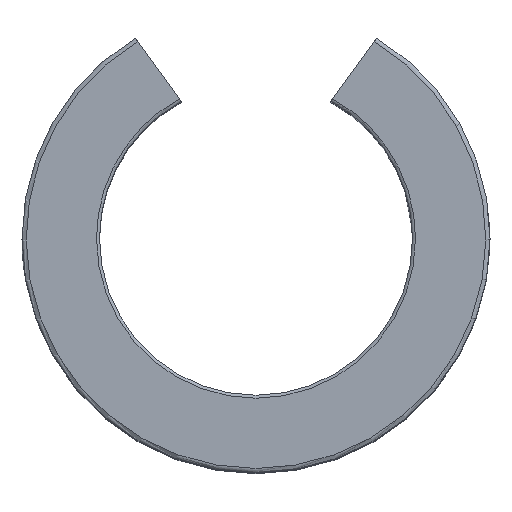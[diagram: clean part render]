
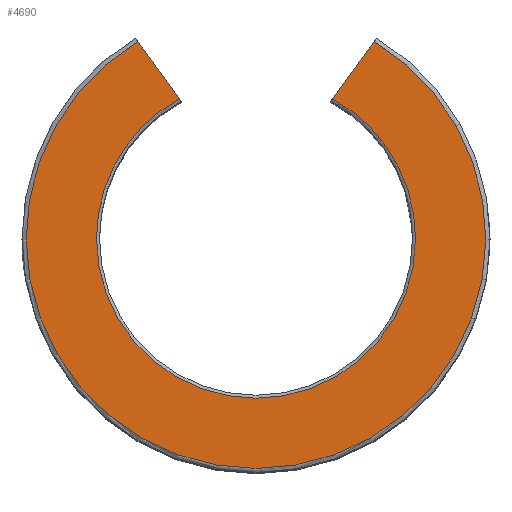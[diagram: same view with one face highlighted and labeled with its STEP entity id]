
A CAD part, top view. The second image highlights one B-rep face of the part: STEP entity #4690.
In plain terms, the highlighted planar face has unit normal (0, 0, 1).
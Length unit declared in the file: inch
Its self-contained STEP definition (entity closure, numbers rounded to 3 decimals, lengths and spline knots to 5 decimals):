
#106 = CIRCLE ( 'NONE', #3053, 1.44942 ) ;
#154 = ORIENTED_EDGE ( 'NONE', *, *, #210, .F. ) ;
#195 = CARTESIAN_POINT ( 'NONE',  ( -0.74572, 1.24287, 1.966 ) ) ;
#201 = PLANE ( 'NONE',  #3512 ) ;
#205 = VERTEX_POINT ( 'NONE', #2850 ) ;
#210 = EDGE_CURVE ( 'NONE', #4164, #3054, #2864, .T. ) ;
#259 = DIRECTION ( 'NONE',  ( 0., 0., 1. ) ) ;
#618 = AXIS2_PLACEMENT_3D ( 'NONE', #3880, #3185, #2032 ) ;
#628 = ORIENTED_EDGE ( 'NONE', *, *, #2415, .F. ) ;
#682 = CARTESIAN_POINT ( 'NONE',  ( -0.48362, 0.88213, 1.966 ) ) ;
#804 = ORIENTED_EDGE ( 'NONE', *, *, #3570, .F. ) ;
#952 = LINE ( 'NONE', #1734, #4446 ) ;
#1052 = CARTESIAN_POINT ( 'NONE',  ( 1.006, 0., 1.966 ) ) ;
#1189 = CARTESIAN_POINT ( 'NONE',  ( -1.006, 0., 1.966 ) ) ;
#1206 = AXIS2_PLACEMENT_3D ( 'NONE', #4776, #259, #2875 ) ;
#1251 = VERTEX_POINT ( 'NONE', #195 ) ;
#1262 = EDGE_CURVE ( 'NONE', #205, #1251, #106, .T. ) ;
#1497 = CARTESIAN_POINT ( 'NONE',  ( 0., 0., 1.966 ) ) ;
#1519 = ORIENTED_EDGE ( 'NONE', *, *, #2975, .F. ) ;
#1734 = CARTESIAN_POINT ( 'NONE',  ( 0.9507, 1.525, 1.966 ) ) ;
#1845 = DIRECTION ( 'NONE',  ( 0., 0., 1. ) ) ;
#2017 = LINE ( 'NONE', #2114, #4084 ) ;
#2032 = DIRECTION ( 'NONE',  ( 0., 1., 0. ) ) ;
#2069 = DIRECTION ( 'NONE',  ( 0., 0., -1. ) ) ;
#2114 = CARTESIAN_POINT ( 'NONE',  ( -0.47244, 0.86674, 1.966 ) ) ;
#2394 = CARTESIAN_POINT ( 'NONE',  ( 0., 0., 1.966 ) ) ;
#2415 = EDGE_CURVE ( 'NONE', #1251, #4164, #2017, .T. ) ;
#2460 = CIRCLE ( 'NONE', #4911, 1.006 ) ;
#2594 = ORIENTED_EDGE ( 'NONE', *, *, #1262, .F. ) ;
#2761 = DIRECTION ( 'NONE',  ( 0., 1., 0. ) ) ;
#2850 = CARTESIAN_POINT ( 'NONE',  ( 0.74572, 1.24287, 1.966 ) ) ;
#2864 = CIRCLE ( 'NONE', #1206, 1.006 ) ;
#2875 = DIRECTION ( 'NONE',  ( 0., 1., 0. ) ) ;
#2967 = VERTEX_POINT ( 'NONE', #3939 ) ;
#2975 = EDGE_CURVE ( 'NONE', #4554, #2967, #3088, .T. ) ;
#3053 = AXIS2_PLACEMENT_3D ( 'NONE', #2394, #4017, #2761 ) ;
#3054 = VERTEX_POINT ( 'NONE', #1189 ) ;
#3088 = CIRCLE ( 'NONE', #618, 1.006 ) ;
#3185 = DIRECTION ( 'NONE',  ( 0., 0., 1. ) ) ;
#3512 = AXIS2_PLACEMENT_3D ( 'NONE', #4405, #2069, #4038 ) ;
#3549 = DIRECTION ( 'NONE',  ( 0.588, -0.809, 0. ) ) ;
#3570 = EDGE_CURVE ( 'NONE', #3054, #4554, #2460, .T. ) ;
#3880 = CARTESIAN_POINT ( 'NONE',  ( 0., 0., 1.966 ) ) ;
#3939 = CARTESIAN_POINT ( 'NONE',  ( 0.48362, 0.88213, 1.966 ) ) ;
#3952 = EDGE_LOOP ( 'NONE', ( #2594, #4366, #1519, #804, #154, #628 ) ) ;
#3953 = DIRECTION ( 'NONE',  ( 0.588, 0.809, 0. ) ) ;
#4017 = DIRECTION ( 'NONE',  ( 0., 0., -1. ) ) ;
#4038 = DIRECTION ( 'NONE',  ( 0., 1., 0. ) ) ;
#4084 = VECTOR ( 'NONE', #3549, 39.37008 ) ;
#4164 = VERTEX_POINT ( 'NONE', #682 ) ;
#4366 = ORIENTED_EDGE ( 'NONE', *, *, #4441, .F. ) ;
#4405 = CARTESIAN_POINT ( 'NONE',  ( 0., 1.44942, 1.966 ) ) ;
#4441 = EDGE_CURVE ( 'NONE', #2967, #205, #952, .T. ) ;
#4446 = VECTOR ( 'NONE', #3953, 39.37008 ) ;
#4503 = DIRECTION ( 'NONE',  ( 0., 1., 0. ) ) ;
#4554 = VERTEX_POINT ( 'NONE', #1052 ) ;
#4690 = ADVANCED_FACE ( 'NONE', ( #4716 ), #201, .F. ) ;
#4716 = FACE_OUTER_BOUND ( 'NONE', #3952, .T. ) ;
#4776 = CARTESIAN_POINT ( 'NONE',  ( 0., 0., 1.966 ) ) ;
#4911 = AXIS2_PLACEMENT_3D ( 'NONE', #1497, #1845, #4503 ) ;
